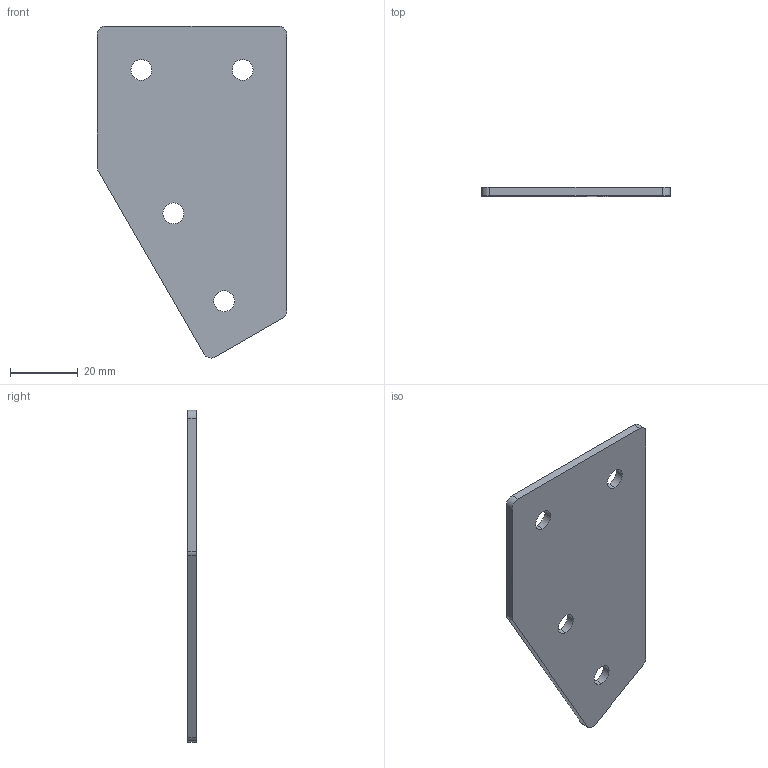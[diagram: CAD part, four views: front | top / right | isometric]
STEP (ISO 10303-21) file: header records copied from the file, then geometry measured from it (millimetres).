
FILE_DESCRIPTION (( 'STEP AP214' ), '1' );
FILE_NAME ('F53 Ó- ñîåäèíèòåëü 60 ãðàäóñîâ, 4 îòâ., ïàç 8.STEP', '2020-08-11T13:03:32', ( 'Windows User' ), ( '' ), 'SwSTEP 2.0', 'SolidWorks 2020', '' );
FILE_SCHEMA (( 'AUTOMOTIVE_DESIGN' ));
Length unit declared in the file: millimetre
Products named in the file (1): F53 Ó- ñîåäèíèòåëü 60 ãðàäóñîâ, 4 îòâ., ïàç 8
Bounding box: 56 x 2.5 x 98.28 mm (x, y, z)
Volume: 10861.4 mm3; surface area: 9566.6 mm2
Topology: 1 solids, 1 shells, 20 faces, 54 edges, 36 vertices
Faces by surface type: cylinder 13, plane 7
Entity records: 694 total; most frequent: DIRECTION 122, CARTESIAN_POINT 111, ORIENTED_EDGE 108, EDGE_CURVE 54, AXIS2_PLACEMENT_3D 47, VERTEX_POINT 36, LINE 28, EDGE_LOOP 28
